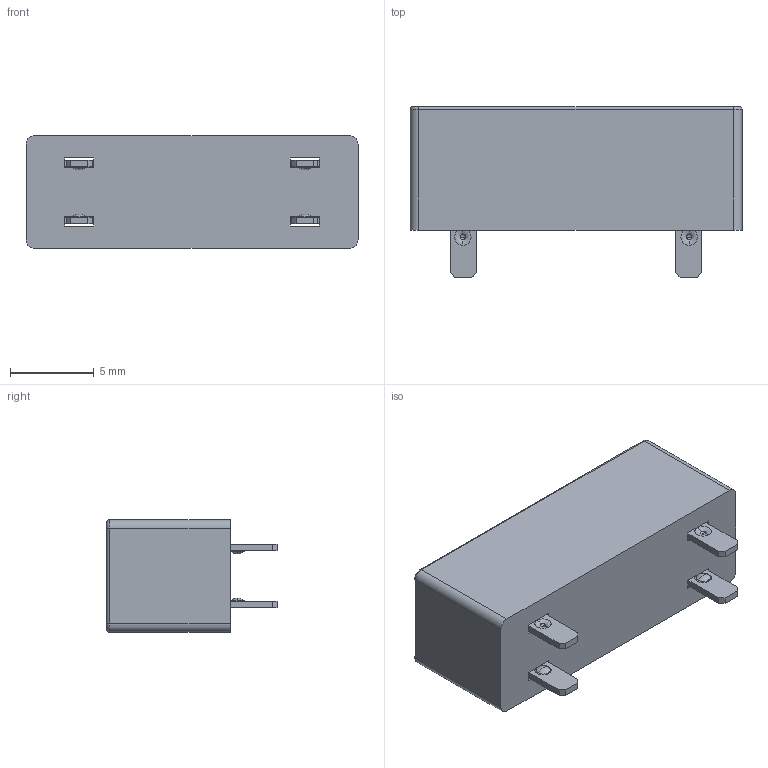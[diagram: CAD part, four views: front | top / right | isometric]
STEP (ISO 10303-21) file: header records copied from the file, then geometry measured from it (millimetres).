
FILE_DESCRIPTION (( 'STEP AP214' ), '1' );
FILE_NAME ('3557-2.STEP', '2013-06-18T19:54:16', ( 'Richard Maletta' ), ( '' ), 'SwSTEP 2.0', 'SolidWorks 2009', '' );
FILE_SCHEMA (( 'AUTOMOTIVE_DESIGN' ));
Length unit declared in the file: millimetre
Products named in the file (1): 3557-2
Bounding box: 19.81 x 10.16 x 6.73 mm (x, y, z)
Volume: 626.5 mm3; surface area: 1427.3 mm2
Topology: 3 solids, 3 shells, 219 faces, 588 edges, 380 vertices
Faces by surface type: plane 143, cylinder 40, torus 20, sphere 16
Entity records: 9287 total; most frequent: CARTESIAN_POINT 1248, ORIENTED_EDGE 1176, DIRECTION 1164, EDGE_CURVE 588, VECTOR 412, LINE 412, VERTEX_POINT 380, AXIS2_PLACEMENT_3D 376
